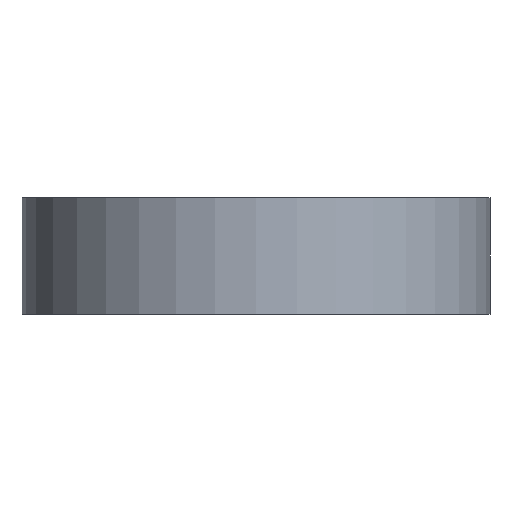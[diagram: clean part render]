
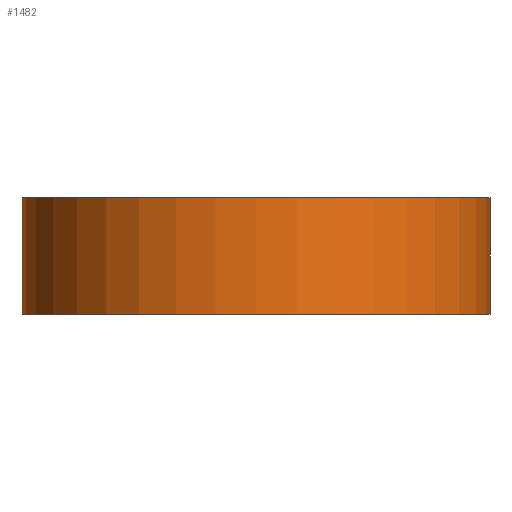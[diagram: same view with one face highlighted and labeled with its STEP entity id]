
A CAD part, front view. The second image highlights one B-rep face of the part: STEP entity #1482.
In plain terms, the highlighted cylindrical face has radius 60.5 mm (diameter 121 mm), a partial arc.
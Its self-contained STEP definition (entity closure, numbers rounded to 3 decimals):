
#50 = DIRECTION ( 'NONE',  ( 0., 0., 1. ) ) ;
#216 = FACE_OUTER_BOUND ( 'NONE', #3190, .T. ) ;
#264 = CARTESIAN_POINT ( 'NONE',  ( -60.5, 0., 30. ) ) ;
#276 = LINE ( 'NONE', #1210, #2450 ) ;
#287 = DIRECTION ( 'NONE',  ( 0., 0., 1. ) ) ;
#619 = CARTESIAN_POINT ( 'NONE',  ( -60.5, 0., 30. ) ) ;
#653 = CARTESIAN_POINT ( 'NONE',  ( 60.5, 0., 30. ) ) ;
#711 = CARTESIAN_POINT ( 'NONE',  ( 60.5, 0., 0. ) ) ;
#734 = LINE ( 'NONE', #264, #3807 ) ;
#753 = VERTEX_POINT ( 'NONE', #619 ) ;
#785 = EDGE_CURVE ( 'NONE', #3423, #2775, #276, .T. ) ;
#822 = AXIS2_PLACEMENT_3D ( 'NONE', #1133, #287, #833 ) ;
#833 = DIRECTION ( 'NONE',  ( 1., 0., 0. ) ) ;
#917 = CARTESIAN_POINT ( 'NONE',  ( -60.5, 0., 0. ) ) ;
#922 = CIRCLE ( 'NONE', #2616, 60.5 ) ;
#1133 = CARTESIAN_POINT ( 'NONE',  ( 0., 0., 0. ) ) ;
#1194 = ORIENTED_EDGE ( 'NONE', *, *, #2262, .T. ) ;
#1210 = CARTESIAN_POINT ( 'NONE',  ( 60.5, 0., 30. ) ) ;
#1378 = ORIENTED_EDGE ( 'NONE', *, *, #785, .F. ) ;
#1482 = ADVANCED_FACE ( 'NONE', ( #216 ), #3714, .T. ) ;
#1522 = VERTEX_POINT ( 'NONE', #917 ) ;
#1898 = DIRECTION ( 'NONE',  ( 1., 0., 0. ) ) ;
#2093 = EDGE_CURVE ( 'NONE', #753, #1522, #734, .T. ) ;
#2262 = EDGE_CURVE ( 'NONE', #1522, #2775, #3206, .T. ) ;
#2334 = DIRECTION ( 'NONE',  ( 0., 0., -1. ) ) ;
#2450 = VECTOR ( 'NONE', #2701, 1000. ) ;
#2616 = AXIS2_PLACEMENT_3D ( 'NONE', #3671, #50, #1898 ) ;
#2698 = DIRECTION ( 'NONE',  ( 0., 0., -1. ) ) ;
#2701 = DIRECTION ( 'NONE',  ( 0., 0., -1. ) ) ;
#2775 = VERTEX_POINT ( 'NONE', #711 ) ;
#2986 = ORIENTED_EDGE ( 'NONE', *, *, #3729, .F. ) ;
#2987 = DIRECTION ( 'NONE',  ( -1., 0., 0. ) ) ;
#3108 = AXIS2_PLACEMENT_3D ( 'NONE', #3559, #2698, #2987 ) ;
#3190 = EDGE_LOOP ( 'NONE', ( #1194, #1378, #2986, #3547 ) ) ;
#3206 = CIRCLE ( 'NONE', #822, 60.5 ) ;
#3423 = VERTEX_POINT ( 'NONE', #653 ) ;
#3547 = ORIENTED_EDGE ( 'NONE', *, *, #2093, .T. ) ;
#3559 = CARTESIAN_POINT ( 'NONE',  ( 0., 0., 30. ) ) ;
#3671 = CARTESIAN_POINT ( 'NONE',  ( 0., 0., 30. ) ) ;
#3714 = CYLINDRICAL_SURFACE ( 'NONE', #3108, 60.5 ) ;
#3729 = EDGE_CURVE ( 'NONE', #753, #3423, #922, .T. ) ;
#3807 = VECTOR ( 'NONE', #2334, 1000. ) ;
